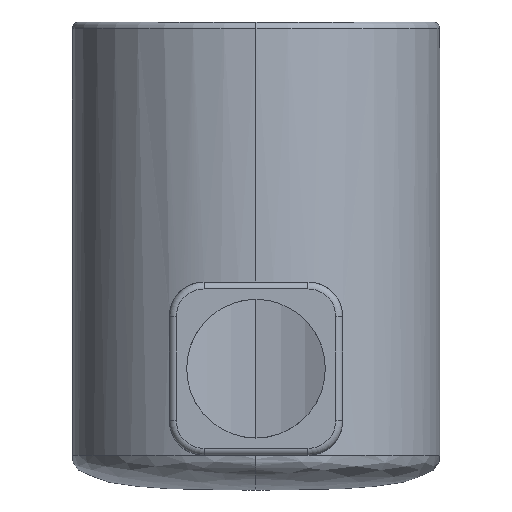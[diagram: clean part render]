
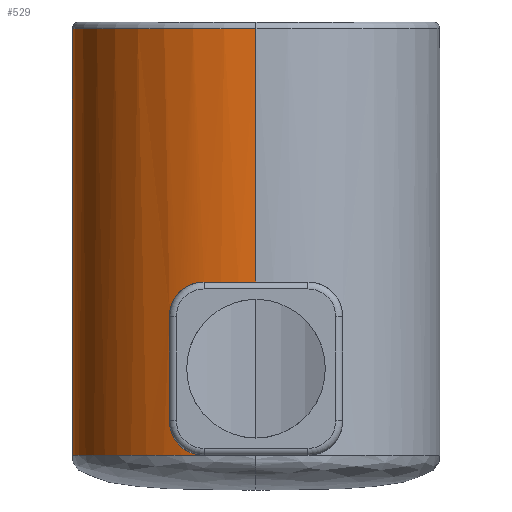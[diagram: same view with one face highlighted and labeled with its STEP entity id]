
A CAD part, left-side view. The second image highlights one B-rep face of the part: STEP entity #529.
In plain terms, the highlighted cylindrical face has radius 5.3 mm (diameter 10.6 mm), a partial arc.
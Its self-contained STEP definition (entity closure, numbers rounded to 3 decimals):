
#2 = VERTEX_POINT ( 'NONE', #885 ) ;
#12 = CARTESIAN_POINT ( 'NONE',  ( -4.673, 2.5, 5.137 ) ) ;
#20 = VERTEX_POINT ( 'NONE', #893 ) ;
#38 = DIRECTION ( 'NONE',  ( -1., 0., 0. ) ) ;
#64 = ORIENTED_EDGE ( 'NONE', *, *, #709, .T. ) ;
#84 = CARTESIAN_POINT ( 'NONE',  ( -4.673, 2.5, 5. ) ) ;
#102 = EDGE_CURVE ( 'NONE', #571, #2, #280, .T. ) ;
#104 = CARTESIAN_POINT ( 'NONE',  ( -4.689, 2.471, 5.272 ) ) ;
#113 = ORIENTED_EDGE ( 'NONE', *, *, #102, .T. ) ;
#116 = CARTESIAN_POINT ( 'NONE',  ( -4.743, 2.367, 5.516 ) ) ;
#119 = CARTESIAN_POINT ( 'NONE',  ( -4.781, 2.29, 5.626 ) ) ;
#121 = ORIENTED_EDGE ( 'NONE', *, *, #961, .T. ) ;
#124 = CARTESIAN_POINT ( 'NONE',  ( -4.865, 2.106, 5.806 ) ) ;
#127 = CARTESIAN_POINT ( 'NONE',  ( -4.781, 2.29, 1.374 ) ) ;
#129 = CARTESIAN_POINT ( 'NONE',  ( -4.911, 1.997, 5.877 ) ) ;
#134 = CARTESIAN_POINT ( 'NONE',  ( -5.001, 1.76, 5.974 ) ) ;
#138 = CARTESIAN_POINT ( 'NONE',  ( -5.045, 1.631, 6. ) ) ;
#145 = CARTESIAN_POINT ( 'NONE',  ( -5.083, 1.5, 6. ) ) ;
#166 = ORIENTED_EDGE ( 'NONE', *, *, #506, .F. ) ;
#188 = B_SPLINE_CURVE_WITH_KNOTS ( 'NONE', 3,
 ( #84, #12, #104, #116, #119, #124, #129, #134, #138, #145 ),
 .UNSPECIFIED., .F., .F.,
 ( 4, 2, 2, 2, 4 ),
 ( 0., 0., 0.001, 0.001, 0.002 ),
 .UNSPECIFIED. ) ;
#192 = CARTESIAN_POINT ( 'NONE',  ( -4.673, 2.5, 13.5 ) ) ;
#225 = LINE ( 'NONE', #572, #748 ) ;
#233 = ORIENTED_EDGE ( 'NONE', *, *, #911, .T. ) ;
#255 = CARTESIAN_POINT ( 'NONE',  ( -4.911, 1.997, 1.123 ) ) ;
#280 = B_SPLINE_CURVE_WITH_KNOTS ( 'NONE', 3,
 ( #822, #1015, #914, #255, #803, #127, #687, #1457, #354, #1343 ),
 .UNSPECIFIED., .F., .F.,
 ( 4, 2, 2, 2, 4 ),
 ( 0., 0., 0.001, 0.001, 0.002 ),
 .UNSPECIFIED. ) ;
#281 = VERTEX_POINT ( 'NONE', #928 ) ;
#286 = CARTESIAN_POINT ( 'NONE',  ( -5.083, 1.5, 6. ) ) ;
#323 = CARTESIAN_POINT ( 'NONE',  ( 5.3, 0., 13.3 ) ) ;
#326 = CARTESIAN_POINT ( 'NONE',  ( -5.3, 0., 13.3 ) ) ;
#354 = CARTESIAN_POINT ( 'NONE',  ( -4.673, 2.5, 1.863 ) ) ;
#366 = CARTESIAN_POINT ( 'NONE',  ( 5.3, 0.63, 1. ) ) ;
#372 = ORIENTED_EDGE ( 'NONE', *, *, #613, .T. ) ;
#376 = CARTESIAN_POINT ( 'NONE',  ( 5.3, 0., 1. ) ) ;
#381 = CARTESIAN_POINT ( 'NONE',  ( 5.186, 1.261, 1. ) ) ;
#387 = CARTESIAN_POINT ( 'NONE',  ( 4.746, 2.442, 1. ) ) ;
#394 = CARTESIAN_POINT ( 'NONE',  ( 4.419, 2.993, 1. ) ) ;
#398 = CARTESIAN_POINT ( 'NONE',  ( 3.594, 3.946, 1. ) ) ;
#402 = CARTESIAN_POINT ( 'NONE',  ( 3.096, 4.348, 1. ) ) ;
#413 = CARTESIAN_POINT ( 'NONE',  ( 1.989, 4.953, 1. ) ) ;
#416 = CARTESIAN_POINT ( 'NONE',  ( 1.382, 5.155, 1. ) ) ;
#419 = CARTESIAN_POINT ( 'NONE',  ( 0.134, 5.336, 1. ) ) ;
#438 = CARTESIAN_POINT ( 'NONE',  ( -0.506, 5.313, 1. ) ) ;
#445 = CARTESIAN_POINT ( 'NONE',  ( -1.738, 5.046, 1. ) ) ;
#457 = CARTESIAN_POINT ( 'NONE',  ( -2.33, 4.802, 1. ) ) ;
#462 = CARTESIAN_POINT ( 'NONE',  ( -3.392, 4.121, 1. ) ) ;
#465 = CARTESIAN_POINT ( 'NONE',  ( -3.861, 3.685, 1. ) ) ;
#474 = CARTESIAN_POINT ( 'NONE',  ( -4.618, 2.677, 1. ) ) ;
#477 = CARTESIAN_POINT ( 'NONE',  ( -4.905, 2.105, 1. ) ) ;
#479 = CARTESIAN_POINT ( 'NONE',  ( -5.083, 1.5, 1. ) ) ;
#483 = DIRECTION ( 'NONE',  ( -1., 0., 0. ) ) ;
#506 = EDGE_CURVE ( 'NONE', #1170, #281, #985, .T. ) ;
#525 = CARTESIAN_POINT ( 'NONE',  ( 0., 0., 13.5 ) ) ;
#529 = ADVANCED_FACE ( 'NONE', ( #1234 ), #1206, .T. ) ;
#571 = VERTEX_POINT ( 'NONE', #924 ) ;
#572 = CARTESIAN_POINT ( 'NONE',  ( 5.3, 0., 13.5 ) ) ;
#597 = DIRECTION ( 'NONE',  ( 0., 0., -1. ) ) ;
#613 = EDGE_CURVE ( 'NONE', #20, #1335, #188, .T. ) ;
#672 = CIRCLE ( 'NONE', #742, 5.3 ) ;
#687 = CARTESIAN_POINT ( 'NONE',  ( -4.743, 2.367, 1.484 ) ) ;
#690 = VECTOR ( 'NONE', #1281, 1000. ) ;
#702 = CARTESIAN_POINT ( 'NONE',  ( 5.3, 0., 1. ) ) ;
#709 = EDGE_CURVE ( 'NONE', #835, #571, #1346, .T. ) ;
#742 = AXIS2_PLACEMENT_3D ( 'NONE', #1031, #1033, #1037 ) ;
#748 = VECTOR ( 'NONE', #597, 1000. ) ;
#773 = EDGE_CURVE ( 'NONE', #1350, #835, #225, .T. ) ;
#803 = CARTESIAN_POINT ( 'NONE',  ( -4.865, 2.106, 1.194 ) ) ;
#822 = CARTESIAN_POINT ( 'NONE',  ( -5.083, 1.5, 1. ) ) ;
#835 = VERTEX_POINT ( 'NONE', #702 ) ;
#885 = CARTESIAN_POINT ( 'NONE',  ( -4.673, 2.5, 2. ) ) ;
#888 = VECTOR ( 'NONE', #978, 1000. ) ;
#892 = ORIENTED_EDGE ( 'NONE', *, *, #1240, .T. ) ;
#893 = CARTESIAN_POINT ( 'NONE',  ( -4.673, 2.5, 5. ) ) ;
#911 = EDGE_CURVE ( 'NONE', #1170, #1350, #672, .T. ) ;
#914 = CARTESIAN_POINT ( 'NONE',  ( -5.001, 1.759, 1.025 ) ) ;
#924 = CARTESIAN_POINT ( 'NONE',  ( -5.083, 1.5, 1. ) ) ;
#928 = CARTESIAN_POINT ( 'NONE',  ( -5.3, 0., 6. ) ) ;
#961 = EDGE_CURVE ( 'NONE', #1335, #281, #1219, .T. ) ;
#978 = DIRECTION ( 'NONE',  ( 0., 0., 1. ) ) ;
#985 = LINE ( 'NONE', #1151, #690 ) ;
#1015 = CARTESIAN_POINT ( 'NONE',  ( -5.044, 1.632, 1. ) ) ;
#1028 = AXIS2_PLACEMENT_3D ( 'NONE', #1158, #1164, #38 ) ;
#1031 = CARTESIAN_POINT ( 'NONE',  ( 0., 0., 13.3 ) ) ;
#1033 = DIRECTION ( 'NONE',  ( 0., 0., -1. ) ) ;
#1037 = DIRECTION ( 'NONE',  ( 1., 0., 0. ) ) ;
#1131 = AXIS2_PLACEMENT_3D ( 'NONE', #525, #1216, #483 ) ;
#1151 = CARTESIAN_POINT ( 'NONE',  ( -5.3, 0., 13.5 ) ) ;
#1158 = CARTESIAN_POINT ( 'NONE',  ( 0., 0., 6. ) ) ;
#1164 = DIRECTION ( 'NONE',  ( 0., 0., 1. ) ) ;
#1167 = LINE ( 'NONE', #192, #888 ) ;
#1170 = VERTEX_POINT ( 'NONE', #326 ) ;
#1206 = CYLINDRICAL_SURFACE ( 'NONE', #1131, 5.3 ) ;
#1216 = DIRECTION ( 'NONE',  ( 0., 0., -1. ) ) ;
#1219 = CIRCLE ( 'NONE', #1028, 5.3 ) ;
#1234 = FACE_OUTER_BOUND ( 'NONE', #1291, .T. ) ;
#1240 = EDGE_CURVE ( 'NONE', #2, #20, #1167, .T. ) ;
#1281 = DIRECTION ( 'NONE',  ( 0., 0., -1. ) ) ;
#1291 = EDGE_LOOP ( 'NONE', ( #233, #1325, #64, #113, #892, #372, #121, #166 ) ) ;
#1325 = ORIENTED_EDGE ( 'NONE', *, *, #773, .T. ) ;
#1335 = VERTEX_POINT ( 'NONE', #286 ) ;
#1343 = CARTESIAN_POINT ( 'NONE',  ( -4.673, 2.5, 2. ) ) ;
#1346 = B_SPLINE_CURVE_WITH_KNOTS ( 'NONE', 3,
 ( #376, #366, #381, #387, #394, #398, #402, #413, #416, #419, #438, #445, #457, #462, #465, #474, #477, #479 ),
 .UNSPECIFIED., .F., .F.,
 ( 4, 2, 2, 2, 2, 2, 2, 2, 4 ),
 ( 0., 0.057, 0.114, 0.17, 0.227, 0.284, 0.341, 0.398, 0.454 ),
 .UNSPECIFIED. ) ;
#1350 = VERTEX_POINT ( 'NONE', #323 ) ;
#1457 = CARTESIAN_POINT ( 'NONE',  ( -4.689, 2.471, 1.727 ) ) ;
